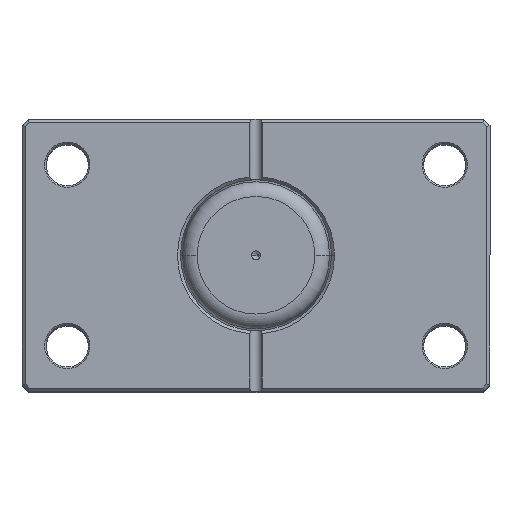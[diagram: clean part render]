
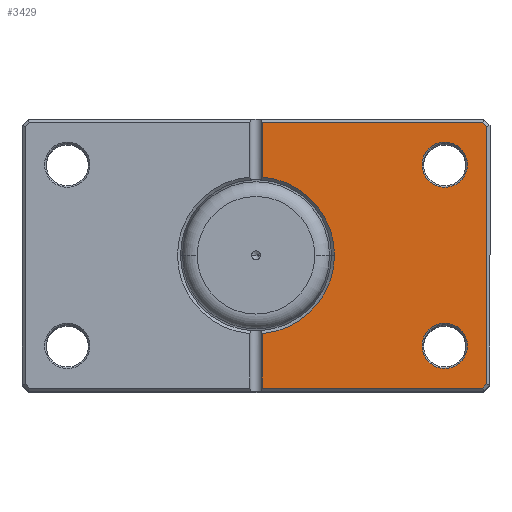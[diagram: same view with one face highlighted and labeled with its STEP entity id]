
A CAD part, top view. The second image highlights one B-rep face of the part: STEP entity #3429.
In plain terms, the highlighted face is planar.
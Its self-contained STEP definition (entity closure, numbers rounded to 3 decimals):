
#15 = AXIS2_PLACEMENT_3D ( 'NONE', #6308, #4978, #4105 ) ;
#118 = VECTOR ( 'NONE', #4740, 1000. ) ;
#120 = LINE ( 'NONE', #4889, #3913 ) ;
#163 = EDGE_CURVE ( 'NONE', #2996, #6035, #4512, .T. ) ;
#245 = VERTEX_POINT ( 'NONE', #2611 ) ;
#489 = VERTEX_POINT ( 'NONE', #3803 ) ;
#564 = VERTEX_POINT ( 'NONE', #1232 ) ;
#611 = EDGE_CURVE ( 'NONE', #4732, #5586, #2474, .T. ) ;
#634 = AXIS2_PLACEMENT_3D ( 'NONE', #1911, #5357, #2426 ) ;
#666 = ORIENTED_EDGE ( 'NONE', *, *, #2089, .T. ) ;
#677 = EDGE_CURVE ( 'NONE', #4601, #1115, #5234, .T. ) ;
#680 = AXIS2_PLACEMENT_3D ( 'NONE', #3276, #2607, #2518 ) ;
#776 = LINE ( 'NONE', #3302, #939 ) ;
#782 = VECTOR ( 'NONE', #2125, 1000. ) ;
#901 = ORIENTED_EDGE ( 'NONE', *, *, #1570, .T. ) ;
#939 = VECTOR ( 'NONE', #5623, 1000. ) ;
#984 = ORIENTED_EDGE ( 'NONE', *, *, #3857, .T. ) ;
#996 = CARTESIAN_POINT ( 'NONE',  ( -2., 45., 0. ) ) ;
#1065 = CARTESIAN_POINT ( 'NONE',  ( -59.543, 59.543, 0. ) ) ;
#1085 = PLANE ( 'NONE',  #5054 ) ;
#1115 = VERTEX_POINT ( 'NONE', #6170 ) ;
#1232 = CARTESIAN_POINT ( 'NONE',  ( -2., -25.923, 0. ) ) ;
#1335 = CIRCLE ( 'NONE', #6289, 7.5 ) ;
#1336 = FACE_BOUND ( 'NONE', #6226, .T. ) ;
#1395 = LINE ( 'NONE', #2841, #2393 ) ;
#1404 = CARTESIAN_POINT ( 'NONE',  ( -2., 25.923, 0. ) ) ;
#1490 = FACE_BOUND ( 'NONE', #2186, .T. ) ;
#1509 = DIRECTION ( 'NONE',  ( 0., 0., 1. ) ) ;
#1523 = CARTESIAN_POINT ( 'NONE',  ( 0., -44., 0. ) ) ;
#1551 = VERTEX_POINT ( 'NONE', #5853 ) ;
#1570 = EDGE_CURVE ( 'NONE', #6035, #1551, #1395, .T. ) ;
#1573 = DIRECTION ( 'NONE',  ( 0., 0., 1. ) ) ;
#1627 = EDGE_CURVE ( 'NONE', #1631, #489, #2073, .T. ) ;
#1631 = VERTEX_POINT ( 'NONE', #2113 ) ;
#1681 = DIRECTION ( 'NONE',  ( 0., 0., 1. ) ) ;
#1688 = LINE ( 'NONE', #996, #1835 ) ;
#1740 = EDGE_LOOP ( 'NONE', ( #3221, #3479, #3468, #3552, #3853, #984, #3072, #5700, #901 ) ) ;
#1762 = CARTESIAN_POINT ( 'NONE',  ( -70., 30., 0. ) ) ;
#1804 = AXIS2_PLACEMENT_3D ( 'NONE', #4654, #1681, #5122 ) ;
#1835 = VECTOR ( 'NONE', #5844, 1000. ) ;
#1864 = ORIENTED_EDGE ( 'NONE', *, *, #5734, .T. ) ;
#1910 = DIRECTION ( 'NONE',  ( -0.707, 0.707, 0. ) ) ;
#1911 = CARTESIAN_POINT ( 'NONE',  ( -62.5, -30., 0. ) ) ;
#2020 = AXIS2_PLACEMENT_3D ( 'NONE', #5847, #5916, #5930 ) ;
#2073 = LINE ( 'NONE', #1523, #782 ) ;
#2089 = EDGE_CURVE ( 'NONE', #5586, #4732, #5180, .T. ) ;
#2113 = CARTESIAN_POINT ( 'NONE',  ( -2., -44., 0. ) ) ;
#2125 = DIRECTION ( 'NONE',  ( -1., 0., 0. ) ) ;
#2186 = EDGE_LOOP ( 'NONE', ( #3201, #1864 ) ) ;
#2393 = VECTOR ( 'NONE', #5768, 1000. ) ;
#2426 = DIRECTION ( 'NONE',  ( 1., 0., 0. ) ) ;
#2449 = EDGE_CURVE ( 'NONE', #1551, #4601, #4214, .T. ) ;
#2474 = CIRCLE ( 'NONE', #15, 7.5 ) ;
#2518 = DIRECTION ( 'NONE',  ( 1., 0., 0. ) ) ;
#2535 = CARTESIAN_POINT ( 'NONE',  ( -55., 30., 0. ) ) ;
#2607 = DIRECTION ( 'NONE',  ( 0., 0., 1. ) ) ;
#2611 = CARTESIAN_POINT ( 'NONE',  ( -70., -30., 0. ) ) ;
#2703 = CARTESIAN_POINT ( 'NONE',  ( -76.5, 42.586, 0. ) ) ;
#2841 = CARTESIAN_POINT ( 'NONE',  ( 0., 44., 0. ) ) ;
#2896 = CIRCLE ( 'NONE', #1804, 26. ) ;
#2996 = VERTEX_POINT ( 'NONE', #2703 ) ;
#3048 = VECTOR ( 'NONE', #4086, 1000. ) ;
#3072 = ORIENTED_EDGE ( 'NONE', *, *, #5620, .T. ) ;
#3201 = ORIENTED_EDGE ( 'NONE', *, *, #4156, .T. ) ;
#3221 = ORIENTED_EDGE ( 'NONE', *, *, #2449, .T. ) ;
#3255 = CARTESIAN_POINT ( 'NONE',  ( -55., -30., 0. ) ) ;
#3276 = CARTESIAN_POINT ( 'NONE',  ( 0., 0., 0. ) ) ;
#3302 = CARTESIAN_POINT ( 'NONE',  ( -76.5, 0., 0. ) ) ;
#3348 = CIRCLE ( 'NONE', #634, 7.5 ) ;
#3429 = ADVANCED_FACE ( 'NONE', ( #1490, #1336, #5250 ), #1085, .F. ) ;
#3468 = ORIENTED_EDGE ( 'NONE', *, *, #4330, .T. ) ;
#3479 = ORIENTED_EDGE ( 'NONE', *, *, #677, .T. ) ;
#3552 = ORIENTED_EDGE ( 'NONE', *, *, #5786, .T. ) ;
#3580 = CARTESIAN_POINT ( 'NONE',  ( 0., 0., 0. ) ) ;
#3803 = CARTESIAN_POINT ( 'NONE',  ( -75.086, -44., 0. ) ) ;
#3853 = ORIENTED_EDGE ( 'NONE', *, *, #1627, .T. ) ;
#3857 = EDGE_CURVE ( 'NONE', #489, #5374, #120, .T. ) ;
#3898 = CARTESIAN_POINT ( 'NONE',  ( -2., 45., 0. ) ) ;
#3913 = VECTOR ( 'NONE', #1910, 1000. ) ;
#4086 = DIRECTION ( 'NONE',  ( 0.707, 0.707, 0. ) ) ;
#4105 = DIRECTION ( 'NONE',  ( 1., 0., 0. ) ) ;
#4156 = EDGE_CURVE ( 'NONE', #245, #4917, #1335, .T. ) ;
#4214 = LINE ( 'NONE', #3898, #118 ) ;
#4330 = EDGE_CURVE ( 'NONE', #1115, #564, #2896, .T. ) ;
#4471 = CARTESIAN_POINT ( 'NONE',  ( -62.5, -30., 0. ) ) ;
#4512 = LINE ( 'NONE', #1065, #3048 ) ;
#4601 = VERTEX_POINT ( 'NONE', #1404 ) ;
#4654 = CARTESIAN_POINT ( 'NONE',  ( 0., 0., 0. ) ) ;
#4677 = CARTESIAN_POINT ( 'NONE',  ( -75.086, 44., 0. ) ) ;
#4732 = VERTEX_POINT ( 'NONE', #2535 ) ;
#4740 = DIRECTION ( 'NONE',  ( 0., -1., 0. ) ) ;
#4889 = CARTESIAN_POINT ( 'NONE',  ( -59.543, -59.543, 0. ) ) ;
#4917 = VERTEX_POINT ( 'NONE', #3255 ) ;
#4945 = DIRECTION ( 'NONE',  ( 1., 0., 0. ) ) ;
#4978 = DIRECTION ( 'NONE',  ( 0., 0., 1. ) ) ;
#5006 = DIRECTION ( 'NONE',  ( 1., 0., 0. ) ) ;
#5054 = AXIS2_PLACEMENT_3D ( 'NONE', #3580, #1573, #5006 ) ;
#5067 = CARTESIAN_POINT ( 'NONE',  ( -76.5, -42.586, 0. ) ) ;
#5122 = DIRECTION ( 'NONE',  ( 1., 0., 0. ) ) ;
#5175 = ORIENTED_EDGE ( 'NONE', *, *, #611, .T. ) ;
#5180 = CIRCLE ( 'NONE', #2020, 7.5 ) ;
#5234 = CIRCLE ( 'NONE', #680, 26. ) ;
#5250 = FACE_OUTER_BOUND ( 'NONE', #1740, .T. ) ;
#5357 = DIRECTION ( 'NONE',  ( 0., 0., 1. ) ) ;
#5374 = VERTEX_POINT ( 'NONE', #5067 ) ;
#5586 = VERTEX_POINT ( 'NONE', #1762 ) ;
#5620 = EDGE_CURVE ( 'NONE', #5374, #2996, #776, .T. ) ;
#5623 = DIRECTION ( 'NONE',  ( 0., 1., 0. ) ) ;
#5700 = ORIENTED_EDGE ( 'NONE', *, *, #163, .T. ) ;
#5734 = EDGE_CURVE ( 'NONE', #4917, #245, #3348, .T. ) ;
#5768 = DIRECTION ( 'NONE',  ( 1., 0., 0. ) ) ;
#5786 = EDGE_CURVE ( 'NONE', #564, #1631, #1688, .T. ) ;
#5844 = DIRECTION ( 'NONE',  ( 0., -1., 0. ) ) ;
#5847 = CARTESIAN_POINT ( 'NONE',  ( -62.5, 30., 0. ) ) ;
#5853 = CARTESIAN_POINT ( 'NONE',  ( -2., 44., 0. ) ) ;
#5916 = DIRECTION ( 'NONE',  ( 0., 0., 1. ) ) ;
#5930 = DIRECTION ( 'NONE',  ( 1., 0., 0. ) ) ;
#6035 = VERTEX_POINT ( 'NONE', #4677 ) ;
#6170 = CARTESIAN_POINT ( 'NONE',  ( -26., 0., 0. ) ) ;
#6226 = EDGE_LOOP ( 'NONE', ( #666, #5175 ) ) ;
#6289 = AXIS2_PLACEMENT_3D ( 'NONE', #4471, #1509, #4945 ) ;
#6308 = CARTESIAN_POINT ( 'NONE',  ( -62.5, 30., 0. ) ) ;
